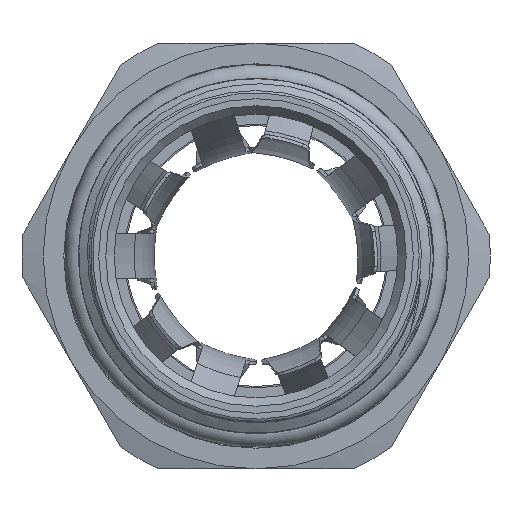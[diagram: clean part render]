
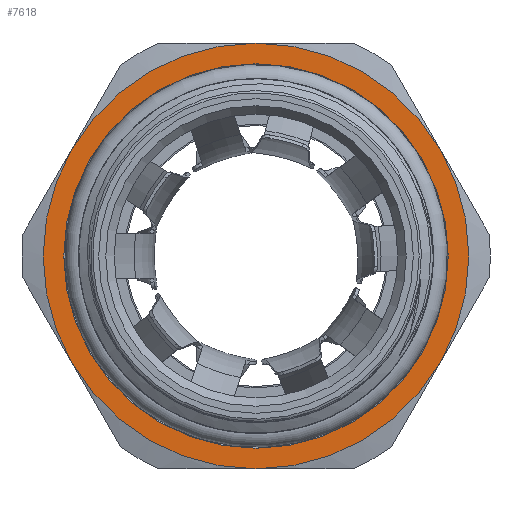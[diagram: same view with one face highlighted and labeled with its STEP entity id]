
A CAD part, front view. The second image highlights one B-rep face of the part: STEP entity #7618.
In plain terms, the highlighted planar face has unit normal (0, -1, 0).
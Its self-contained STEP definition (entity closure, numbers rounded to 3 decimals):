
#1119=FACE_BOUND('',#1873,.T.);
#1420=FACE_OUTER_BOUND('',#1872,.T.);
#1872=EDGE_LOOP('',(#4929,#4930,#4931,#4932,#4933,#4934));
#1873=EDGE_LOOP('',(#4935));
#2333=CIRCLE('',#8169,15.);
#2334=CIRCLE('',#8171,15.);
#2335=CIRCLE('',#8173,15.);
#2336=CIRCLE('',#8175,15.);
#2338=CIRCLE('',#8178,15.);
#2353=CIRCLE('',#8211,15.);
#2354=CIRCLE('',#8213,13.55);
#2865=VERTEX_POINT('',#13871);
#2869=VERTEX_POINT('',#13886);
#2877=VERTEX_POINT('',#13913);
#2881=VERTEX_POINT('',#13928);
#2889=VERTEX_POINT('',#13955);
#2895=VERTEX_POINT('',#13976);
#2910=VERTEX_POINT('',#14071);
#3681=EDGE_CURVE('',#2889,#2895,#2333,.T.);
#3682=EDGE_CURVE('',#2881,#2877,#2334,.T.);
#3683=EDGE_CURVE('',#2869,#2881,#2335,.T.);
#3684=EDGE_CURVE('',#2895,#2869,#2336,.T.);
#3686=EDGE_CURVE('',#2865,#2889,#2338,.T.);
#3701=EDGE_CURVE('',#2877,#2865,#2353,.T.);
#3702=EDGE_CURVE('',#2910,#2910,#2354,.T.);
#4929=ORIENTED_EDGE('',*,*,#3701,.T.);
#4930=ORIENTED_EDGE('',*,*,#3686,.T.);
#4931=ORIENTED_EDGE('',*,*,#3681,.T.);
#4932=ORIENTED_EDGE('',*,*,#3684,.T.);
#4933=ORIENTED_EDGE('',*,*,#3683,.T.);
#4934=ORIENTED_EDGE('',*,*,#3682,.T.);
#4935=ORIENTED_EDGE('',*,*,#3702,.F.);
#6965=PLANE('',#8212);
#7618=ADVANCED_FACE('',(#1420,#1119),#6965,.T.);
#8169=AXIS2_PLACEMENT_3D('',#14015,#9210,#9211);
#8171=AXIS2_PLACEMENT_3D('',#14017,#9214,#9215);
#8173=AXIS2_PLACEMENT_3D('',#14019,#9218,#9219);
#8175=AXIS2_PLACEMENT_3D('',#14021,#9222,#9223);
#8178=AXIS2_PLACEMENT_3D('',#14024,#9228,#9229);
#8211=AXIS2_PLACEMENT_3D('',#14069,#9294,#9295);
#8212=AXIS2_PLACEMENT_3D('',#14070,#9296,#9297);
#8213=AXIS2_PLACEMENT_3D('',#14072,#9298,#9299);
#9210=DIRECTION('center_axis',(0.,-1.,0.));
#9211=DIRECTION('ref_axis',(1.,0.,0.));
#9214=DIRECTION('center_axis',(0.,-1.,0.));
#9215=DIRECTION('ref_axis',(1.,0.,0.));
#9218=DIRECTION('center_axis',(0.,-1.,0.));
#9219=DIRECTION('ref_axis',(1.,0.,0.));
#9222=DIRECTION('center_axis',(0.,-1.,0.));
#9223=DIRECTION('ref_axis',(1.,0.,0.));
#9228=DIRECTION('center_axis',(0.,-1.,0.));
#9229=DIRECTION('ref_axis',(1.,0.,0.));
#9294=DIRECTION('center_axis',(0.,-1.,0.));
#9295=DIRECTION('ref_axis',(1.,0.,0.));
#9296=DIRECTION('center_axis',(0.,-1.,0.));
#9297=DIRECTION('ref_axis',(0.,0.,-1.));
#9298=DIRECTION('center_axis',(0.,-1.,0.));
#9299=DIRECTION('ref_axis',(1.,0.,0.));
#13871=CARTESIAN_POINT('',(12.99,2.963,7.5));
#13886=CARTESIAN_POINT('',(-12.99,2.963,-7.5));
#13913=CARTESIAN_POINT('',(12.99,2.963,-7.5));
#13928=CARTESIAN_POINT('',(0.,2.963,-15.));
#13955=CARTESIAN_POINT('',(0.,2.963,15.));
#13976=CARTESIAN_POINT('',(-12.99,2.963,7.5));
#14015=CARTESIAN_POINT('Origin',(0.,2.963,0.));
#14017=CARTESIAN_POINT('Origin',(0.,2.963,0.));
#14019=CARTESIAN_POINT('Origin',(0.,2.963,0.));
#14021=CARTESIAN_POINT('Origin',(0.,2.963,0.));
#14024=CARTESIAN_POINT('Origin',(0.,2.963,0.));
#14069=CARTESIAN_POINT('Origin',(0.,2.963,0.));
#14070=CARTESIAN_POINT('Origin',(14.275,2.963,0.));
#14071=CARTESIAN_POINT('',(13.55,2.963,0.));
#14072=CARTESIAN_POINT('Origin',(0.,2.963,0.));
